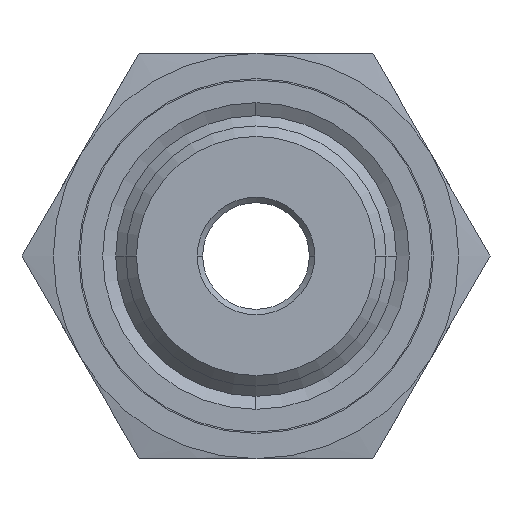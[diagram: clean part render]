
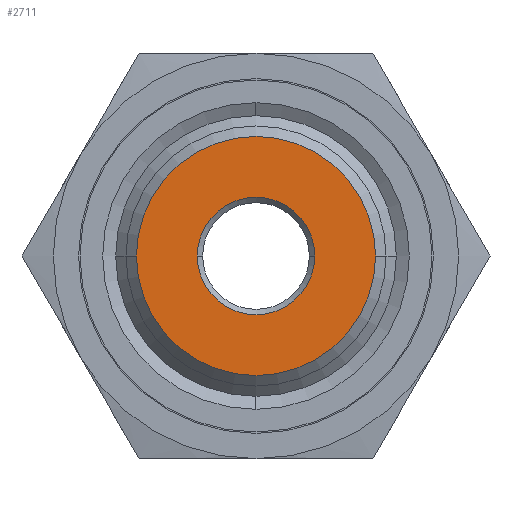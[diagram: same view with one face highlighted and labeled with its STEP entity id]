
A CAD part, left-side view. The second image highlights one B-rep face of the part: STEP entity #2711.
In plain terms, the highlighted planar face has unit normal (-1, 0, 0).
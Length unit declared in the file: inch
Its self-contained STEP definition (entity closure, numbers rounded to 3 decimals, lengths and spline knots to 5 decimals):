
#875=CARTESIAN_POINT('',(-0.47244,0.,0.));
#876=DIRECTION('',(-1.,0.,0.));
#877=DIRECTION('',(0.,1.,0.));
#878=AXIS2_PLACEMENT_3D('',#875,#876,#877);
#880=CARTESIAN_POINT('',(-0.47244,0.,0.));
#881=DIRECTION('',(-1.,0.,0.));
#882=DIRECTION('',(0.,-1.,0.));
#883=AXIS2_PLACEMENT_3D('',#880,#881,#882);
#885=CARTESIAN_POINT('',(-0.47244,0.,0.));
#886=DIRECTION('',(1.,0.,0.));
#887=DIRECTION('',(0.,1.,0.));
#888=AXIS2_PLACEMENT_3D('',#885,#886,#887);
#890=CARTESIAN_POINT('',(-0.47244,0.,0.));
#891=DIRECTION('',(1.,0.,0.));
#892=DIRECTION('',(0.,-1.,0.));
#893=AXIS2_PLACEMENT_3D('',#890,#891,#892);
#1314=CARTESIAN_POINT('',(-0.47244,-0.22069,0.));
#1316=VERTEX_POINT('',#1314);
#1318=CARTESIAN_POINT('',(-0.47244,0.22069,0.));
#1320=VERTEX_POINT('',#1318);
#1356=CARTESIAN_POINT('',(-0.47244,0.10842,0.));
#1357=CARTESIAN_POINT('',(-0.47244,-0.10842,0.));
#1358=VERTEX_POINT('',#1356);
#1359=VERTEX_POINT('',#1357);
#2696=CARTESIAN_POINT('',(-0.47244,0.15956,0.));
#2697=DIRECTION('',(-1.,0.,0.));
#2698=DIRECTION('',(0.,0.,1.));
#2699=AXIS2_PLACEMENT_3D('',#2696,#2697,#2698);
#2700=PLANE('',#2699);
#2701=ORIENTED_EDGE('',*,*,#2662,.F.);
#2702=ORIENTED_EDGE('',*,*,#2683,.F.);
#2703=EDGE_LOOP('',(#2701,#2702));
#2704=FACE_OUTER_BOUND('',#2703,.F.);
#2706=ORIENTED_EDGE('',*,*,#2705,.F.);
#2708=ORIENTED_EDGE('',*,*,#2707,.F.);
#2709=EDGE_LOOP('',(#2706,#2708));
#2710=FACE_BOUND('',#2709,.F.);
#2711=ADVANCED_FACE('',(#2704,#2710),#2700,.T.);
#879=CIRCLE('',#878,0.22069);
#884=CIRCLE('',#883,0.22069);
#889=CIRCLE('',#888,0.10842);
#894=CIRCLE('',#893,0.10842);
#2662=EDGE_CURVE('',#1320,#1316,#879,.T.);
#2683=EDGE_CURVE('',#1316,#1320,#884,.T.);
#2705=EDGE_CURVE('',#1358,#1359,#889,.T.);
#2707=EDGE_CURVE('',#1359,#1358,#894,.T.);
